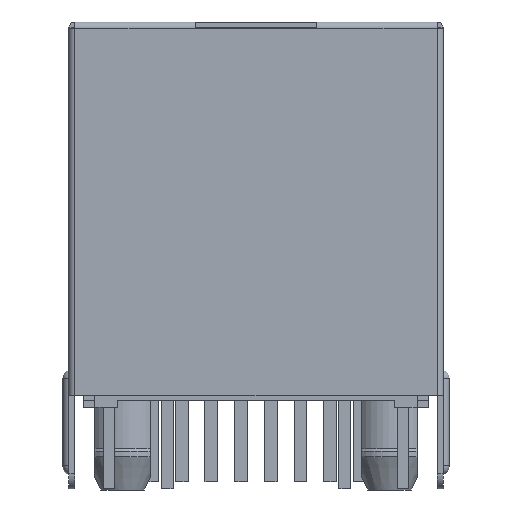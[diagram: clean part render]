
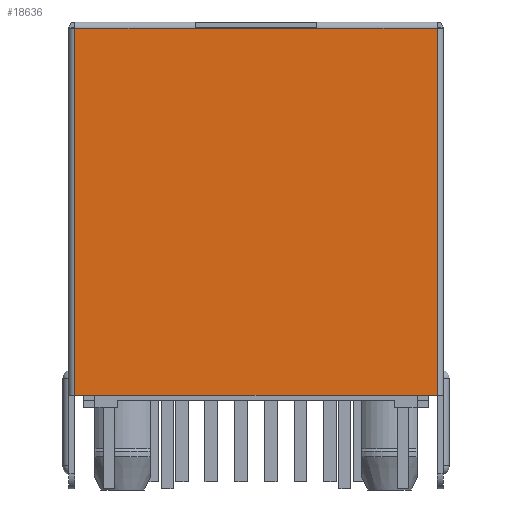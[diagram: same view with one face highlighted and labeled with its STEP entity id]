
A CAD part, front view. The second image highlights one B-rep face of the part: STEP entity #18636.
In plain terms, the highlighted face is planar.
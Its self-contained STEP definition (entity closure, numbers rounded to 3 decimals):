
#3353=ORIENTED_EDGE('',*,*,#6142,.T.);
#3354=ORIENTED_EDGE('',*,*,#6144,.T.);
#3355=ORIENTED_EDGE('',*,*,#5812,.T.);
#3356=ORIENTED_EDGE('',*,*,#6145,.T.);
#3357=ORIENTED_EDGE('',*,*,#6135,.F.);
#3358=ORIENTED_EDGE('',*,*,#6146,.T.);
#5812=EDGE_CURVE('',#7466,#7464,#8963,.T.);
#6135=EDGE_CURVE('',#7663,#7664,#9206,.T.);
#6142=EDGE_CURVE('',#7667,#7666,#9208,.T.);
#6144=EDGE_CURVE('',#7666,#7466,#9209,.T.);
#6145=EDGE_CURVE('',#7464,#7664,#9210,.T.);
#6146=EDGE_CURVE('',#7663,#7667,#9211,.T.);
#7464=VERTEX_POINT('',#26073);
#7466=VERTEX_POINT('',#26076);
#7663=VERTEX_POINT('',#26720);
#7664=VERTEX_POINT('',#26721);
#7666=VERTEX_POINT('',#26731);
#7667=VERTEX_POINT('',#26733);
#8963=LINE('',#26075,#10598);
#9206=LINE('',#26719,#10841);
#9208=LINE('',#26732,#10843);
#9209=LINE('',#26736,#10844);
#9210=LINE('',#26737,#10845);
#9211=LINE('',#26738,#10846);
#10598=VECTOR('',#21863,1000.);
#10841=VECTOR('',#22514,1000.);
#10843=VECTOR('',#22530,1000.);
#10844=VECTOR('',#22535,1000.);
#10845=VECTOR('',#22536,1000.);
#10846=VECTOR('',#22537,1000.);
#11769=EDGE_LOOP('',(#3353,#3354,#3355,#3356,#3357,#3358));
#12522=FACE_BOUND('',#11769,.T.);
#13107=PLANE('',#19564);
#18636=ADVANCED_FACE('',(#12522),#13107,.T.);
#19564=AXIS2_PLACEMENT_3D('',#26735,#22533,#22534);
#21863=DIRECTION('',(1.,0.,0.));
#22514=DIRECTION('',(0.,-1.,0.));
#22530=DIRECTION('',(0.,-1.,0.));
#22533=DIRECTION('',(0.,0.,1.));
#22534=DIRECTION('',(1.,0.,0.));
#22535=DIRECTION('',(1.,0.,0.));
#22536=DIRECTION('',(1.,0.,0.));
#22537=DIRECTION('',(-1.,0.,0.));
#26073=CARTESIAN_POINT('',(2.6,-8.165,6.29));
#26075=CARTESIAN_POINT('',(-2.6,-8.165,6.29));
#26076=CARTESIAN_POINT('',(-2.6,-8.165,6.29));
#26719=CARTESIAN_POINT('',(7.765,7.575,6.29));
#26720=CARTESIAN_POINT('',(7.765,7.575,6.29));
#26721=CARTESIAN_POINT('',(7.765,-8.165,6.29));
#26731=CARTESIAN_POINT('',(-7.765,-8.165,6.29));
#26732=CARTESIAN_POINT('',(-7.765,7.575,6.29));
#26733=CARTESIAN_POINT('',(-7.765,7.575,6.29));
#26735=CARTESIAN_POINT('',(-7.765,7.575,6.29));
#26736=CARTESIAN_POINT('',(-7.765,-8.165,6.29));
#26737=CARTESIAN_POINT('',(-7.765,-8.165,6.29));
#26738=CARTESIAN_POINT('',(-7.765,7.575,6.29));
